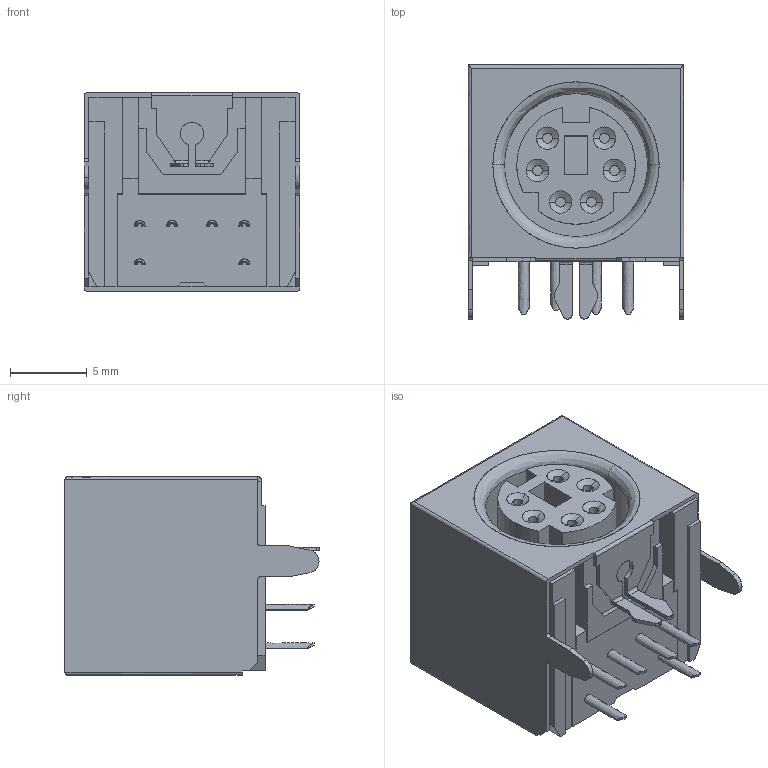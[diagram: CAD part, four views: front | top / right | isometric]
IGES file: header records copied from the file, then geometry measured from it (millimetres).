
Start section: SolidWorks IGES file using analytic representation for surfaces
Global section: file name: Will'KMDGX-6S-BS_rC3.IGS; native system: SolidWorks 2012; preprocessor: SolidWorks 2012; author: William; date: 130117.095634; units: millimetre
Bounding box: 14 x 16.5 x 12.9 mm (x, y, z)
Surface area: 1845.2 mm2 (no closed solid volume)
Topology: 0 solids, 0 shells, 274 faces, 2174 edges, 2174 vertices
Faces by surface type: bspline 201, revolution 73
